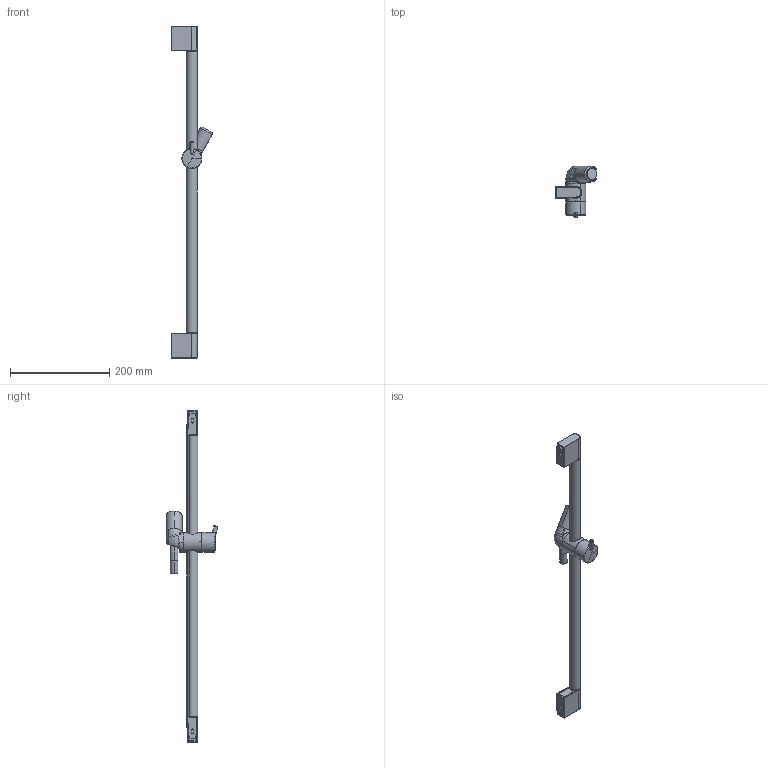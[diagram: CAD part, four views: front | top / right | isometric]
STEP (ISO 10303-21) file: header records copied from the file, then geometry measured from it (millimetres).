
FILE_DESCRIPTION(('CAx-IF Rec.Pracs.---Model Styling and Organization---1.2---2011-12-15','CAx-IF Rec.Pracs.---Geometric and Assembly Validation Properties---4.1---2014-06-16','CAx-IF Rec.Pracs.---PMI Polyline Presentation---2.0---2013-05-24'),'2;1');
FILE_NAME('1000125469_PPR_000.stp','2020-11-02T12:17:56+01:00',(''),(''),'STEP Interface 4.3 by CT CoreTechnologie','3D_Evolution4.3 by CT CoreTechnologie','');
FILE_SCHEMA(('AP203_CONFIGURATION_CONTROLLED_3D_DESIGN_OF_MECHANICAL_PARTS_AND_ASSEMBLIES_MIM_LF'));
Length unit declared in the file: millimetre
Products named in the file (13): P_2 HG Unica'C 650mm m.Isiflex B 1600mm 1000125469_PPR_000_A1; Rohr Unica B+C 565 lang 1000024407_PPA_000_A2; P_2 Wandstuetze Unica-C 1000084443_PPA_000_A0; P_2 Abdeckung Unica'C 2006 1000125470_PPR_000_A0; P_2 Abdeckung Unica C 2006 1000106715_PPA_000_A0; P_2 EB 30° Schieber Unica 'C 06 1000046854_PPR_000_A1; P_2 Rastergehaeuse Unica-S 1000084514_PPA_000_A0; Schieberhuelse U-S + U-88 1000011736_PPA_000_A2; P_2 Konusbuchse U-S _ U-88 1000106717_PPA_000_A0; P_2 Griff Unica-Talis 1000084512_PPA_000_A1; P_2 Isiflex B Schlauchst. EB Wirbels.geb 1000117638_PPR_000_A0; P_2 Halbfertigschlauch Isiflex B (EB) 1000114312_PPA_000_A0; P_2 Isiflex B Mutter Wirbelseite neu 1000105232_PPA_000_A0
Assembly tree (12 placements, depth 3):
  P_2 HG Unica'C 650mm m.Isiflex B 1600mm 1000125469_PPR_000_A1
    Rohr Unica B+C 565 lang 1000024407_PPA_000_A2
    P_2 Wandstuetze Unica-C 1000084443_PPA_000_A0  x2
    P_2 Isiflex B Schlauchst. EB Wirbels.geb 1000117638_PPR_000_A0
      P_2 Halbfertigschlauch Isiflex B (EB) 1000114312_PPA_000_A0
      P_2 Isiflex B Mutter Wirbelseite neu 1000105232_PPA_000_A0
  P_2 Abdeckung Unica'C 2006 1000125470_PPR_000_A0
    P_2 Abdeckung Unica C 2006 1000106715_PPA_000_A0  x2
  P_2 EB 30° Schieber Unica 'C 06 1000046854_PPR_000_A1
    P_2 Rastergehaeuse Unica-S 1000084514_PPA_000_A0
    Schieberhuelse U-S + U-88 1000011736_PPA_000_A2
    P_2 Konusbuchse U-S _ U-88 1000106717_PPA_000_A0
    P_2 Griff Unica-Talis 1000084512_PPA_000_A1
Bounding box: 83.57 x 104.02 x 668 mm (x, y, z)
Volume: 267066 mm3; surface area: 159884.8 mm2
Topology: 11 solids, 13 shells, 441 faces, 1099 edges, 666 vertices
Faces by surface type: bspline 179, plane 141, cylinder 121
Entity records: 25913 total; most frequent: CARTESIAN_POINT 13698, ORIENTED_EDGE 1600, DIRECTION 1442, EDGE_CURVE 800, AXIS2_PLACEMENT_3D 569, VERTEX_POINT 490, CIRCLE 378, EDGE_LOOP 338
